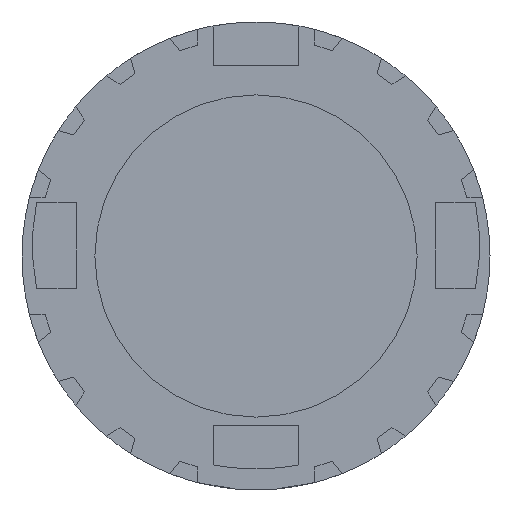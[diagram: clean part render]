
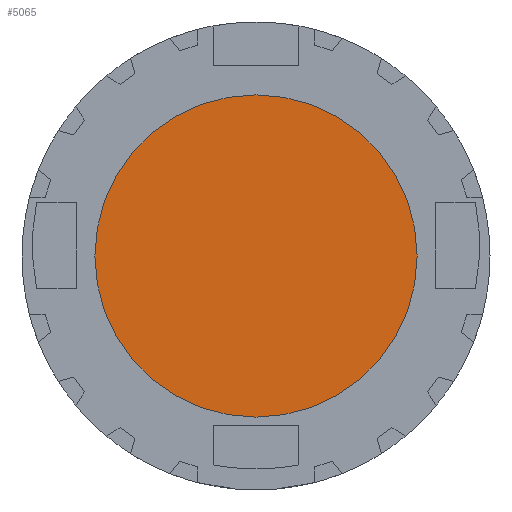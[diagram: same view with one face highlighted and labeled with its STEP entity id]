
A CAD part, front view. The second image highlights one B-rep face of the part: STEP entity #5065.
In plain terms, the highlighted planar face has unit normal (0, -1, 0).
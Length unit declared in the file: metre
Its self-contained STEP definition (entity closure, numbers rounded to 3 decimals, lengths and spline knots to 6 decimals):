
#4435=CARTESIAN_POINT('',(-0.026766,-0.011485,0.));
#4436=DIRECTION('',(0.,1.,0.));
#4437=DIRECTION('',(0.,0.,1.));
#4438=AXIS2_PLACEMENT_3D('',#4435,#4436,#4437);
#4440=CARTESIAN_POINT('',(-0.026766,-0.011485,0.));
#4441=DIRECTION('',(0.,1.,0.));
#4442=DIRECTION('',(0.,0.,-1.));
#4443=AXIS2_PLACEMENT_3D('',#4440,#4441,#4442);
#4556=CARTESIAN_POINT('',(-0.026766,-0.011485,-0.0105));
#4557=CARTESIAN_POINT('',(-0.026766,-0.011485,0.0105));
#4558=VERTEX_POINT('',#4556);
#4559=VERTEX_POINT('',#4557);
#5055=CARTESIAN_POINT('',(-0.026766,-0.011485,0.));
#5056=DIRECTION('',(0.,1.,0.));
#5057=DIRECTION('',(0.,0.,1.));
#5058=AXIS2_PLACEMENT_3D('',#5055,#5056,#5057);
#5059=PLANE('',#5058);
#5061=ORIENTED_EDGE('',*,*,#5060,.T.);
#5062=ORIENTED_EDGE('',*,*,#5038,.T.);
#5063=EDGE_LOOP('',(#5061,#5062));
#5064=FACE_OUTER_BOUND('',#5063,.F.);
#4439=CIRCLE('',#4438,0.0105);
#4444=CIRCLE('',#4443,0.0105);
#5038=EDGE_CURVE('',#4558,#4559,#4444,.T.);
#5060=EDGE_CURVE('',#4559,#4558,#4439,.T.);
#5065=ADVANCED_FACE('',(#5064),#5059,.F.);
